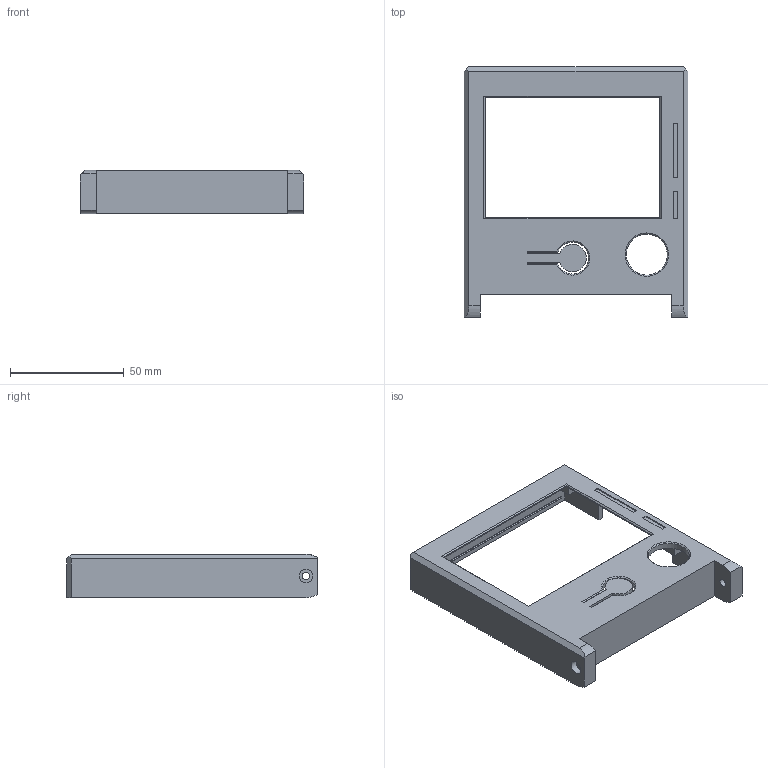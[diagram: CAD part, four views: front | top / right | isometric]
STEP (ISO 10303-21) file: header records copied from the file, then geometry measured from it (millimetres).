
FILE_DESCRIPTION(/* description */ (''),/* implementation_level */ '2;1');
FILE_NAME(/* name */ 'Display_case_VA1.step',/* time_stamp */ '2022-01-10T18:05:45+09:00',/* author */ (''),/* organization */ (''),/* preprocessor_version */ 'ST-DEVELOPER v18.1',/* originating_system */ 'Autodesk Translation Framework v10.10.0.1391',/* authorisation */ '');
FILE_SCHEMA (('AUTOMOTIVE_DESIGN { 1 0 10303 214 3 1 1 }'));
Length unit declared in the file: millimetre
Products named in the file (1): Display_case_VA1
Bounding box: 98 x 110 x 19 mm (x, y, z)
Volume: 36629.6 mm3; surface area: 26075.8 mm2
Topology: 1 solids, 1 shells, 99 faces, 254 edges, 167 vertices
Faces by surface type: plane 79, cylinder 18, cone 2
Full cylindrical faces by diameter (mm): 2.6 x6, 3.4 x2, 6 x2, 7.125 x1, 18 x1
Entity records: 3022 total; most frequent: CARTESIAN_POINT 525, ORIENTED_EDGE 508, DIRECTION 494, EDGE_CURVE 254, LINE 210, VECTOR 210, VERTEX_POINT 167, AXIS2_PLACEMENT_3D 142
